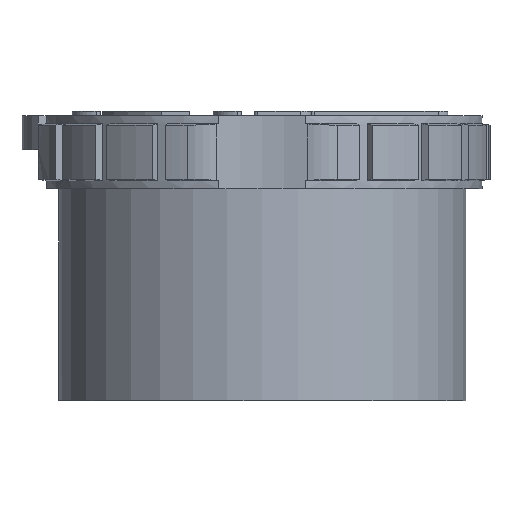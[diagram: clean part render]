
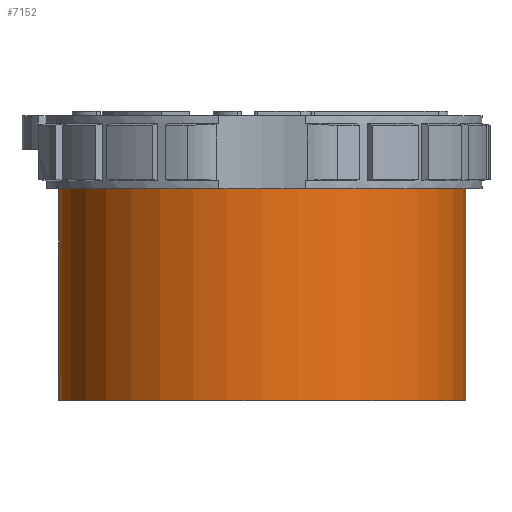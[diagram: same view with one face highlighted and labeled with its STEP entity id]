
A CAD part, front view. The second image highlights one B-rep face of the part: STEP entity #7152.
In plain terms, the highlighted cylindrical face has radius 12.5 mm (diameter 25 mm), a partial arc.
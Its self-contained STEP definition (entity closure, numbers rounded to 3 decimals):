
#25=CARTESIAN_POINT('',(0.,0.,0.));
#26=DIRECTION('',(0.,0.,1.));
#27=DIRECTION('',(-1.,0.,0.));
#28=AXIS2_PLACEMENT_3D('',#25,#26,#27);
#49=DIRECTION('',(0.,0.,1.));
#50=VECTOR('',#49,13.);
#51=CARTESIAN_POINT('',(12.5,0.,0.));
#52=LINE('',#51,#50);
#1136=CARTESIAN_POINT('',(0.,0.,13.));
#1137=DIRECTION('',(0.,0.,1.));
#1138=DIRECTION('',(-1.,0.,0.));
#1139=AXIS2_PLACEMENT_3D('',#1136,#1137,#1138);
#1144=CARTESIAN_POINT('',(0.,0.,13.));
#1145=DIRECTION('',(0.,0.,1.));
#1146=DIRECTION('',(-0.985,-0.174,0.));
#1147=AXIS2_PLACEMENT_3D('',#1144,#1145,#1146);
#1152=DIRECTION('',(0.,0.,1.));
#1153=VECTOR('',#1152,13.);
#1154=CARTESIAN_POINT('',(-12.5,0.,0.));
#1155=LINE('',#1154,#1153);
#5079=CARTESIAN_POINT('',(12.5,0.,0.));
#5080=CARTESIAN_POINT('',(-12.5,0.,0.));
#5081=VERTEX_POINT('',#5079);
#5082=VERTEX_POINT('',#5080);
#5083=CARTESIAN_POINT('',(12.5,0.,13.));
#5084=VERTEX_POINT('',#5083);
#5425=CARTESIAN_POINT('',(-12.5,0.,13.));
#5426=CARTESIAN_POINT('',(-12.31,-2.171,13.));
#5427=VERTEX_POINT('',#5425);
#5428=VERTEX_POINT('',#5426);
#7140=CARTESIAN_POINT('',(0.,0.,0.));
#7141=DIRECTION('',(0.,0.,1.));
#7142=DIRECTION('',(1.,0.,0.));
#7143=AXIS2_PLACEMENT_3D('',#7140,#7141,#7142);
#7144=CYLINDRICAL_SURFACE('',#7143,12.5);
#7145=ORIENTED_EDGE('',*,*,#5969,.T.);
#7146=ORIENTED_EDGE('',*,*,#7097,.T.);
#7147=ORIENTED_EDGE('',*,*,#5974,.F.);
#7148=ORIENTED_EDGE('',*,*,#5940,.F.);
#7149=ORIENTED_EDGE('',*,*,#5971,.T.);
#7150=EDGE_LOOP('',(#7145,#7146,#7147,#7148,#7149));
#7151=FACE_OUTER_BOUND('',#7150,.F.);
#29=CIRCLE('',#28,12.5);
#1140=CIRCLE('',#1139,12.5);
#1148=CIRCLE('',#1147,12.5);
#5940=EDGE_CURVE('',#5082,#5081,#29,.T.);
#5969=EDGE_CURVE('',#5427,#5428,#1140,.T.);
#5971=EDGE_CURVE('',#5082,#5427,#1155,.T.);
#5974=EDGE_CURVE('',#5081,#5084,#52,.T.);
#7097=EDGE_CURVE('',#5428,#5084,#1148,.T.);
#7152=ADVANCED_FACE('',(#7151),#7144,.T.);
